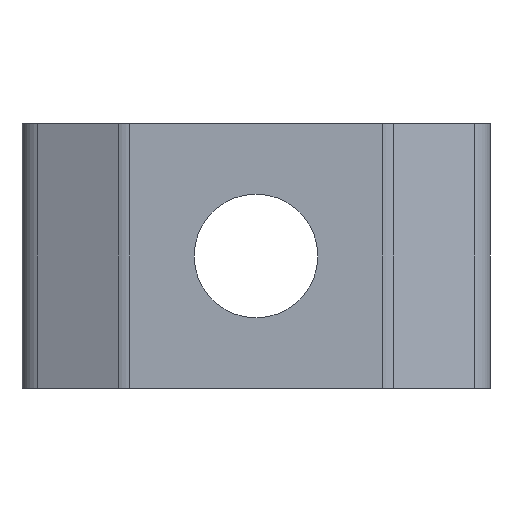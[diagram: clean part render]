
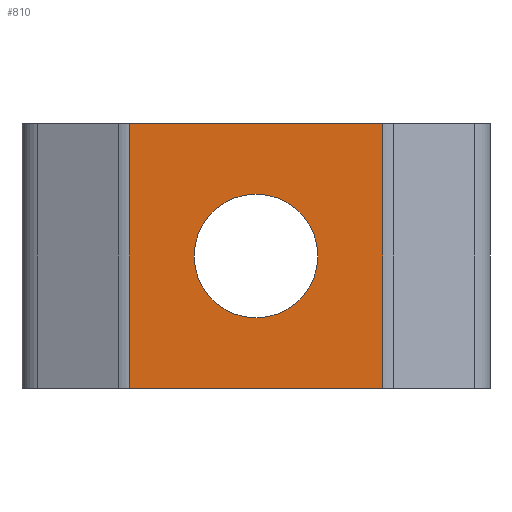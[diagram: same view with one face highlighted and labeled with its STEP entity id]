
A CAD part, front view. The second image highlights one B-rep face of the part: STEP entity #810.
In plain terms, the highlighted planar face has unit normal (0, -1, 0).
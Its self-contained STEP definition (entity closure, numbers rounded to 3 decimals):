
#16 = VECTOR ( 'NONE', #551, 1000. ) ;
#24 = LINE ( 'NONE', #511, #49 ) ;
#33 = CIRCLE ( 'NONE', #721, 7. ) ;
#43 = LINE ( 'NONE', #528, #16 ) ;
#49 = VECTOR ( 'NONE', #504, 1000. ) ;
#66 = FACE_BOUND ( 'NONE', #181, .T. ) ;
#71 = VECTOR ( 'NONE', #589, 1000. ) ;
#72 = LINE ( 'NONE', #604, #71 ) ;
#91 = FACE_OUTER_BOUND ( 'NONE', #185, .T. ) ;
#111 = VERTEX_POINT ( 'NONE', #370 ) ;
#114 = VERTEX_POINT ( 'NONE', #368 ) ;
#118 = VERTEX_POINT ( 'NONE', #424 ) ;
#121 = VERTEX_POINT ( 'NONE', #406 ) ;
#125 = VERTEX_POINT ( 'NONE', #380 ) ;
#138 = VERTEX_POINT ( 'NONE', #403 ) ;
#181 = EDGE_LOOP ( 'NONE', ( #189, #190 ) ) ;
#185 = EDGE_LOOP ( 'NONE', ( #205, #187, #206, #196 ) ) ;
#187 = ORIENTED_EDGE ( 'NONE', *, *, #759, .T. ) ;
#189 = ORIENTED_EDGE ( 'NONE', *, *, #693, .F. ) ;
#190 = ORIENTED_EDGE ( 'NONE', *, *, #747, .F. ) ;
#196 = ORIENTED_EDGE ( 'NONE', *, *, #750, .T. ) ;
#205 = ORIENTED_EDGE ( 'NONE', *, *, #694, .T. ) ;
#206 = ORIENTED_EDGE ( 'NONE', *, *, #719, .F. ) ;
#364 = CIRCLE ( 'NONE', #709, 7. ) ;
#365 = LINE ( 'NONE', #429, #366 ) ;
#366 = VECTOR ( 'NONE', #462, 1000. ) ;
#368 = CARTESIAN_POINT ( 'NONE',  ( -14.335, -8.5, 0. ) ) ;
#370 = CARTESIAN_POINT ( 'NONE',  ( -7., -8.5, 15. ) ) ;
#380 = CARTESIAN_POINT ( 'NONE',  ( -14.335, -8.5, 30. ) ) ;
#403 = CARTESIAN_POINT ( 'NONE',  ( 14.335, -8.5, 30. ) ) ;
#406 = CARTESIAN_POINT ( 'NONE',  ( 7., -8.5, 15. ) ) ;
#424 = CARTESIAN_POINT ( 'NONE',  ( 14.335, -8.5, 0. ) ) ;
#429 = CARTESIAN_POINT ( 'NONE',  ( -15., -8.5, 0. ) ) ;
#436 = DIRECTION ( 'NONE',  ( 0., -1., 0. ) ) ;
#451 = CARTESIAN_POINT ( 'NONE',  ( 0., -8.5, 15. ) ) ;
#459 = DIRECTION ( 'NONE',  ( 1., 0., 0. ) ) ;
#462 = DIRECTION ( 'NONE',  ( 1., 0., 0. ) ) ;
#504 = DIRECTION ( 'NONE',  ( 1., 0., 0. ) ) ;
#511 = CARTESIAN_POINT ( 'NONE',  ( -15., -8.5, 30. ) ) ;
#527 = CARTESIAN_POINT ( 'NONE',  ( 0., -8.5, 15. ) ) ;
#528 = CARTESIAN_POINT ( 'NONE',  ( -14.335, -8.5, 30. ) ) ;
#535 = DIRECTION ( 'NONE',  ( 0., -1., 0. ) ) ;
#551 = DIRECTION ( 'NONE',  ( 0., 0., -1. ) ) ;
#557 = DIRECTION ( 'NONE',  ( 1., 0., 0. ) ) ;
#589 = DIRECTION ( 'NONE',  ( 0., 0., 1. ) ) ;
#604 = CARTESIAN_POINT ( 'NONE',  ( 14.335, -8.5, 30. ) ) ;
#626 = CARTESIAN_POINT ( 'NONE',  ( -15., -8.5, 30. ) ) ;
#644 = PLANE ( 'NONE',  #764 ) ;
#645 = DIRECTION ( 'NONE',  ( 0., 1., 0. ) ) ;
#652 = DIRECTION ( 'NONE',  ( -1., 0., 0. ) ) ;
#693 = EDGE_CURVE ( 'NONE', #121, #111, #364, .T. ) ;
#694 = EDGE_CURVE ( 'NONE', #114, #118, #365, .T. ) ;
#709 = AXIS2_PLACEMENT_3D ( 'NONE', #451, #436, #459 ) ;
#719 = EDGE_CURVE ( 'NONE', #125, #138, #24, .T. ) ;
#721 = AXIS2_PLACEMENT_3D ( 'NONE', #527, #535, #557 ) ;
#747 = EDGE_CURVE ( 'NONE', #111, #121, #33, .T. ) ;
#750 = EDGE_CURVE ( 'NONE', #125, #114, #43, .T. ) ;
#759 = EDGE_CURVE ( 'NONE', #118, #138, #72, .T. ) ;
#764 = AXIS2_PLACEMENT_3D ( 'NONE', #626, #645, #652 ) ;
#810 = ADVANCED_FACE ( 'NONE', ( #66, #91 ), #644, .F. ) ;
